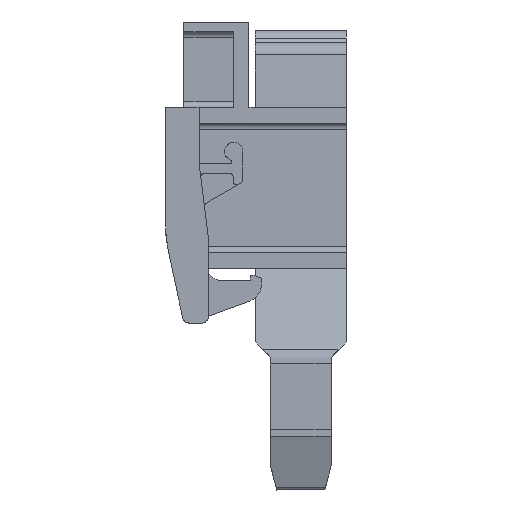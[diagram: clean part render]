
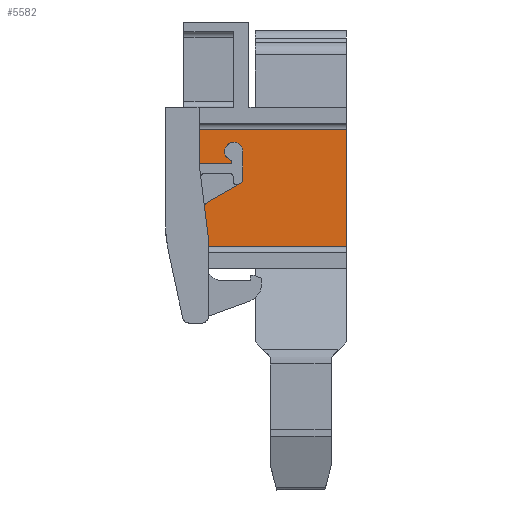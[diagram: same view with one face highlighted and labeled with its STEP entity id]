
A CAD part, front view. The second image highlights one B-rep face of the part: STEP entity #5582.
In plain terms, the highlighted planar face has unit normal (0, -1, 0).
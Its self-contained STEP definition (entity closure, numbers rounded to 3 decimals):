
#5567=AXIS2_PLACEMENT_3D('Plane Axis2P3D',#5564,#5565,#5566) ;
#4185=CARTESIAN_POINT('Vertex',(2.75,7.55,26.778)) ;
#4206=CARTESIAN_POINT('Vertex',(3.5,7.55,20.778)) ;
#4209=CARTESIAN_POINT('Line Origine',(3.125,7.55,23.778)) ;
#4775=CARTESIAN_POINT('Vertex',(3.5,7.55,20.)) ;
#4778=CARTESIAN_POINT('Line Origine',(3.5,7.55,20.389)) ;
#5177=CARTESIAN_POINT('Line Origine',(2.75,7.55,28.189)) ;
#5181=CARTESIAN_POINT('Vertex',(2.75,7.55,29.6)) ;
#5376=CARTESIAN_POINT('Vertex',(14.85,7.55,20.)) ;
#5379=CARTESIAN_POINT('Line Origine',(9.175,7.55,20.)) ;
#5549=CARTESIAN_POINT('Vertex',(14.85,7.55,29.6)) ;
#5552=CARTESIAN_POINT('Line Origine',(8.8,7.55,29.6)) ;
#5564=CARTESIAN_POINT('Axis2P3D Location',(0.75,7.55,35.2)) ;
#5569=CARTESIAN_POINT('Line Origine',(14.85,7.55,24.8)) ;
#4210=DIRECTION('Vector Direction',(0.124,0.,-0.992)) ;
#4779=DIRECTION('Vector Direction',(0.,0.,-1.)) ;
#5178=DIRECTION('Vector Direction',(0.,0.,1.)) ;
#5380=DIRECTION('Vector Direction',(-1.,0.,0.)) ;
#5553=DIRECTION('Vector Direction',(1.,0.,0.)) ;
#5565=DIRECTION('Axis2P3D Direction',(0.,1.,0.)) ;
#5566=DIRECTION('Axis2P3D XDirection',(0.,0.,-1.)) ;
#5570=DIRECTION('Vector Direction',(0.,0.,-1.)) ;
#4211=VECTOR('Line Direction',#4210,1.) ;
#4780=VECTOR('Line Direction',#4779,1.) ;
#5179=VECTOR('Line Direction',#5178,1.) ;
#5381=VECTOR('Line Direction',#5380,1.) ;
#5554=VECTOR('Line Direction',#5553,1.) ;
#5571=VECTOR('Line Direction',#5570,1.) ;
#5575=ORIENTED_EDGE('',*,*,#5573,.F.) ;
#5576=ORIENTED_EDGE('',*,*,#5556,.F.) ;
#5577=ORIENTED_EDGE('',*,*,#5183,.F.) ;
#5578=ORIENTED_EDGE('',*,*,#4213,.T.) ;
#5579=ORIENTED_EDGE('',*,*,#4782,.T.) ;
#5580=ORIENTED_EDGE('',*,*,#5383,.F.) ;
#5582=ADVANCED_FACE('ZVR RE ZP2.5.1\\Body.2',(#5581),#5568,.F.) ;
#4213=EDGE_CURVE('',#4186,#4207,#4212,.T.) ;
#4782=EDGE_CURVE('',#4207,#4776,#4781,.T.) ;
#5183=EDGE_CURVE('',#4186,#5182,#5180,.T.) ;
#5383=EDGE_CURVE('',#5377,#4776,#5382,.T.) ;
#5556=EDGE_CURVE('',#5182,#5550,#5555,.T.) ;
#5573=EDGE_CURVE('',#5550,#5377,#5572,.T.) ;
#5574=EDGE_LOOP('',(#5575,#5576,#5577,#5578,#5579,#5580)) ;
#5581=FACE_OUTER_BOUND('',#5574,.T.) ;
#4212=LINE('Line',#4209,#4211) ;
#4781=LINE('Line',#4778,#4780) ;
#5180=LINE('Line',#5177,#5179) ;
#5382=LINE('Line',#5379,#5381) ;
#5555=LINE('Line',#5552,#5554) ;
#5572=LINE('Line',#5569,#5571) ;
#5568=PLANE('',#5567) ;
#4186=VERTEX_POINT('',#4185) ;
#4207=VERTEX_POINT('',#4206) ;
#4776=VERTEX_POINT('',#4775) ;
#5182=VERTEX_POINT('',#5181) ;
#5377=VERTEX_POINT('',#5376) ;
#5550=VERTEX_POINT('',#5549) ;
